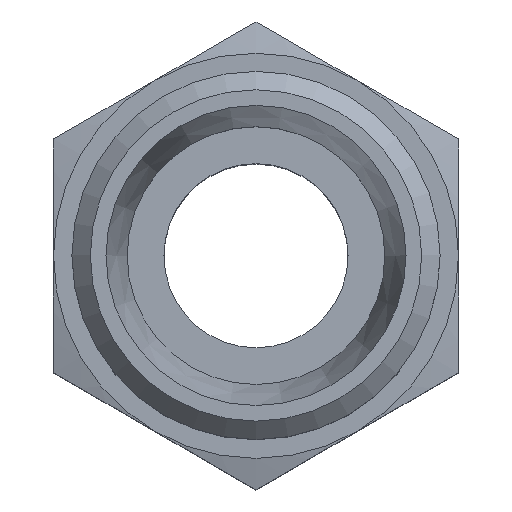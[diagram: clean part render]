
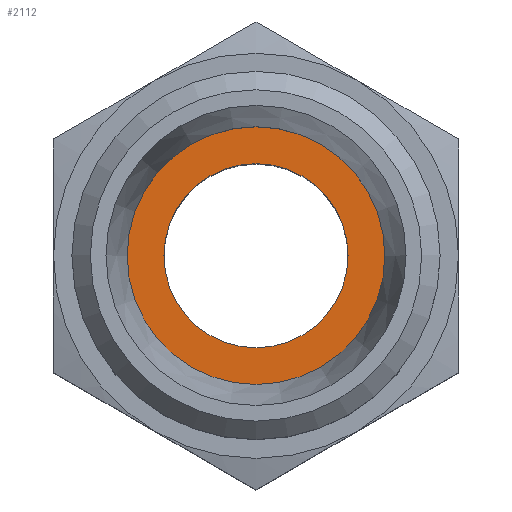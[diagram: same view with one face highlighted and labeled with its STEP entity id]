
A CAD part, top view. The second image highlights one B-rep face of the part: STEP entity #2112.
In plain terms, the highlighted planar face has unit normal (0, 0, 1).
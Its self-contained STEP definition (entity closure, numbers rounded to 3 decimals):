
#2085=CARTESIAN_POINT('',(0.0,0.0,26.));
#2086=DIRECTION('',(0.0,0.0,1.0));
#2087=DIRECTION('',(1.0,0.0,0.0));
#2088=AXIS2_PLACEMENT_3D('',#2085,#2086,#2087);
#2089=PLANE('',#2088);
#2090=CARTESIAN_POINT('',(7.,0.0,26.));
#2091=VERTEX_POINT('',#2090);
#2092=CARTESIAN_POINT('',(0.0,0.0,26.));
#2093=DIRECTION('',(0.0,0.0,1.0));
#2094=DIRECTION('',(1.0,0.0,0.0));
#2095=AXIS2_PLACEMENT_3D('',#2092,#2093,#2094);
#2096=CIRCLE('',#2095,7.);
#2097=EDGE_CURVE('',#2091,#2091,#2096,.T.);
#2098=ORIENTED_EDGE('',*,*,#2097,.T.);
#2099=EDGE_LOOP('',(#2098));
#2100=FACE_OUTER_BOUND('',#2099,.T.);
#2101=CARTESIAN_POINT('',(-5.0,0.,26.));
#2102=VERTEX_POINT('',#2101);
#2103=CARTESIAN_POINT('',(0.0,0.0,26.));
#2104=DIRECTION('',(0.0,0.0,1.0));
#2105=DIRECTION('',(1.0,0.0,0.0));
#2106=AXIS2_PLACEMENT_3D('',#2103,#2104,#2105);
#2107=CIRCLE('',#2106,5.0);
#2108=EDGE_CURVE('',#2102,#2102,#2107,.T.);
#2109=ORIENTED_EDGE('',*,*,#2108,.F.);
#2110=EDGE_LOOP('',(#2109));
#2111=FACE_BOUND('',#2110,.T.);
#2112=ADVANCED_FACE('',(#2100,#2111),#2089,.T.);
